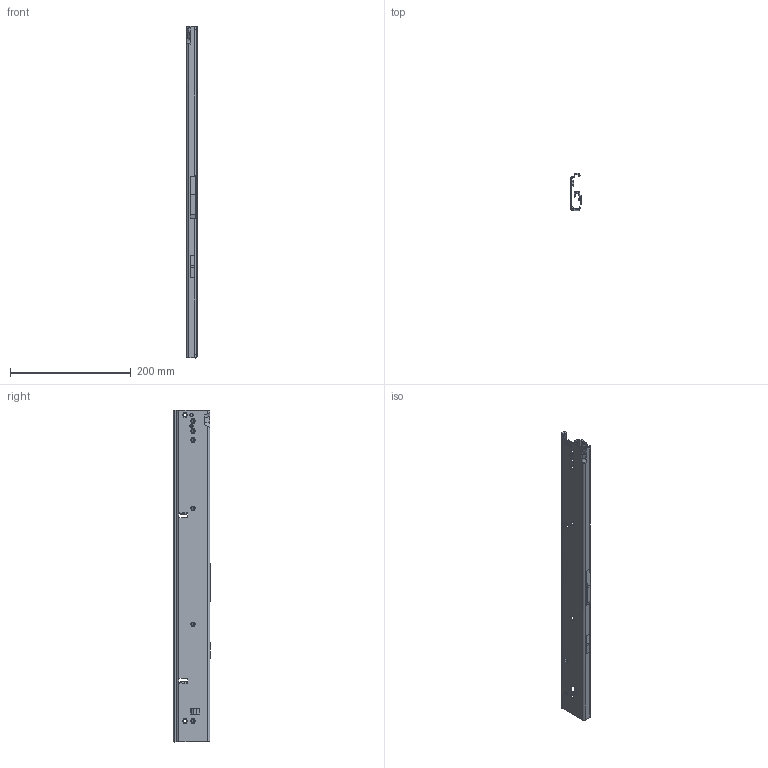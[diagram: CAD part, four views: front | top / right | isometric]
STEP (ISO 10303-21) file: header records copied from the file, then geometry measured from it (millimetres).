
FILE_DESCRIPTION (( 'STEP AP214' ), '1' );
FILE_NAME ('FR_795.550-GA.L500_closed.STEP', '2023-12-20T12:25:06', ( '' ), ( '' ), 'SwSTEP 2.0', 'SolidWorks 2023', '' );
FILE_SCHEMA (( 'AUTOMOTIVE_DESIGN' ));
Length unit declared in the file: millimetre
Products named in the file (6): CS# 795.XXX-01.0000_NL  550; PG-033; CS# 795.XXX-03.A171_NL  550; FR_795.550-GA.L500_closed; CS# 795.XXX-01.A173_NL  550; CS# 795.XXX-03.0000_NL  550
Assembly tree (5 placements, depth 3):
  FR_795.550-GA.L500_closed
    CS# 795.XXX-01.0000_NL  550
      CS# 795.XXX-01.A173_NL  550
      PG-033
    CS# 795.XXX-03.0000_NL  550
      CS# 795.XXX-03.A171_NL  550
Bounding box: 18 x 62.55 x 550 mm (x, y, z)
Volume: 98008.2 mm3; surface area: 136164.8 mm2
Topology: 3 solids, 3 shells, 1285 faces, 3529 edges, 2229 vertices
Faces by surface type: cylinder 549, plane 409, cone 145, bspline 90, torus 72, sphere 20
Entity records: 44363 total; most frequent: CARTESIAN_POINT 12595, ORIENTED_EDGE 6996, DIRECTION 6297, EDGE_CURVE 3498, AXIS2_PLACEMENT_3D 2334, VERTEX_POINT 2229, LINE 1629, VECTOR 1629
